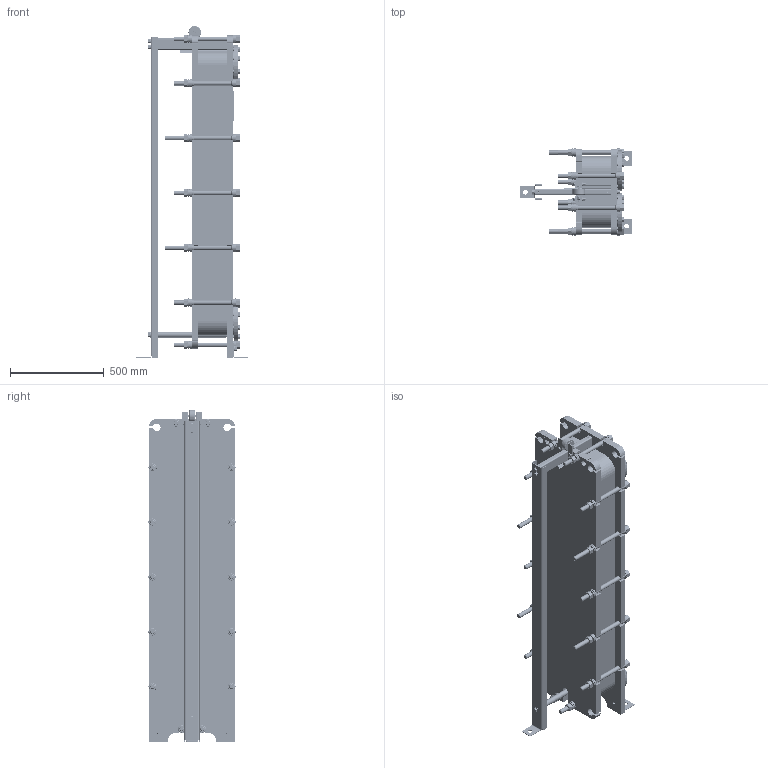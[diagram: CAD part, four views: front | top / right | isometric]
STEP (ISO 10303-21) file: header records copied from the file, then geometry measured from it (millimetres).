
FILE_DESCRIPTION(('TFLEX Exchange Step'),'2;1');
FILE_NAME('47-10_400_11-50.stp', '2025-05-30T08:41:17+03:00',('RUCO2512'),('Unknown organisation'),'TFLEX Exchange 2024.4','T-FLEX CAD','Unknown authorisation');
FILE_SCHEMA( ('AP203_CONFIGURATION_CONTROLLED_3D_DESIGN_OF_MECHANICAL_PARTS_AND_ASSEMBLIES_MIM_LF') );
Length unit declared in the file: millimetre
Products named in the file (59): 3D Узел_2; 3D Узел_3; 0; ДФВЛ.754316.002; Шайба 16 ГОСТ 10463:23; ДФВЛ.754316.001; Шайба 12 ГОСТ 10463:19; РДАМ.713141.004; РДАМ.745522.026; ДФВЛ.745441.008-01; РДАМ.715121.025-03; РДАМ.746112.142-10; РДАМ.741124.100; ДФВЛ.301343.012; РДАМ.745522.022; РДАМ.745522.023; РДАМ.741314.541; -11-50; ДФВЛ.741314.044; 3D фрагмент_19:2; Болт М16x45 ГОСТ 7798:2; Фланец ТР_2:2; Шайба 12 ГОСТ 10463:2; Шайба A.12 ГОСТ 11371:2; 3D фрагмент_49:2; Шайба A.24 ГОСТ 11371:2; 3D фрагмент_15:2; Тело_45 - Копия_1:2; 3D фрагмент_16:2; Шайба A.10 ГОСТ 11371:2; Шайба 10 ГОСТ 10463:2; Болт М10x60 ГОСТ 7798:2; 3D фрагмент_14:2; Болт М12x40 ГОСТ 7798:2; ДФВЛ.065145.015 - НН047-10
Assembly tree (727 placements, depth 3):
  ДФВЛ.065145.015 - НН047-10
    0
      3D Узел_2
      3D Узел_3
    (unnamed)  x4
    ДФВЛ.754316.002
    (unnamed)  x3
    (unnamed)
    (unnamed)
      Шайба 16 ГОСТ 10463:23  x22
    (unnamed)  x4
    (unnamed)  x2
    (unnamed)
    ДФВЛ.754316.001
    (unnamed)
      Шайба 16 ГОСТ 10463:23  x22
    (unnamed)
    (unnamed)
      Шайба 16 ГОСТ 10463:23  x22
    (unnamed)
      Шайба 16 ГОСТ 10463:23  x22
    (unnamed)
    (unnamed)
      Шайба 12 ГОСТ 10463:19  x18
    (unnamed)
    (unnamed)
    (unnamed)
    РДАМ.713141.004
    РДАМ.745522.026  x2
    (unnamed)
    ДФВЛ.745441.008-01
    РДАМ.715121.025-03
    ДФВЛ.301343.012
      РДАМ.746112.142-10
      РДАМ.741124.100  x2
    РДАМ.745522.022
    РДАМ.745522.023
    РДАМ.741314.541
    -11-50
    ДФВЛ.741314.044
    3D фрагмент_19:2  x3
    Болт М16x45 ГОСТ 7798:2  x31
    Фланец ТР_2:2  x3
    Шайба 12 ГОСТ 10463:2  x54
    Шайба 12 ГОСТ 10463:2  x3
    Шайба A.12 ГОСТ 11371:2  x3
    3D фрагмент_49:2  x3
    Шайба A.24 ГОСТ 11371:2  x28
    3D фрагмент_15:2  x28
    Тело_45 - Копия_1:2  x14
    Тело_45 - Копия_1:2  x308
    Тело_45 - Копия_1:2  x14
    Тело_45 - Копия_1:2  x14
    3D фрагмент_16:2  x4
    3D фрагмент_16:2  x4
    Шайба A.10 ГОСТ 11371:2  x4
    Шайба 10 ГОСТ 10463:2  x32
    Шайба 10 ГОСТ 10463:2  x2
    Болт М10x60 ГОСТ 7798:2  x2
    3D фрагмент_14:2  x10
Bounding box: 600 x 464 x 1768 mm (x, y, z)
Volume: 140996263 mm3; surface area: 7615995.2 mm2
Topology: 725 solids, 725 shells, 5832 faces, 12741 edges, 8193 vertices
Faces by surface type: plane 3311, cylinder 1822, cone 601, torus 98
Full cylindrical faces by diameter (mm): 4 x4, 4.8 x4, 8.376 x4, 10 x3, 10.106 x4, 11.5 x5, 12 x4, 13 x2, 13.835 x36, 16 x36, 17 x2, 18 x34, 20.752 x14, 25 x31, 29 x28, 43 x28, 68 x1, 106 x4, 161 x4
Entity records: 40262 total; most frequent: CARTESIAN_POINT 8468, DIRECTION 6997, ORIENTED_EDGE 5226, AXIS2_PLACEMENT_3D 2737, EDGE_CURVE 2613, VERTEX_POINT 1684, VECTOR 1523, LINE 1523
